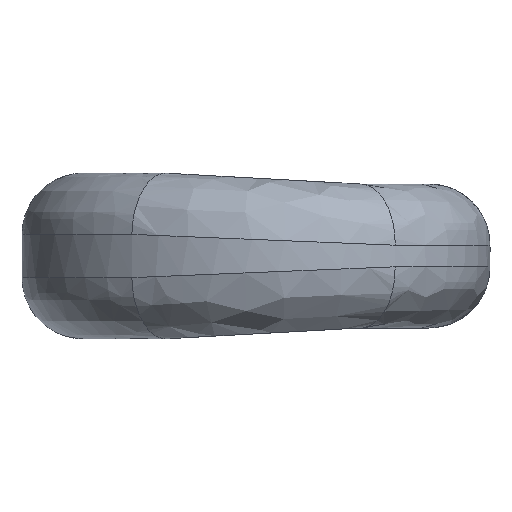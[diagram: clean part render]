
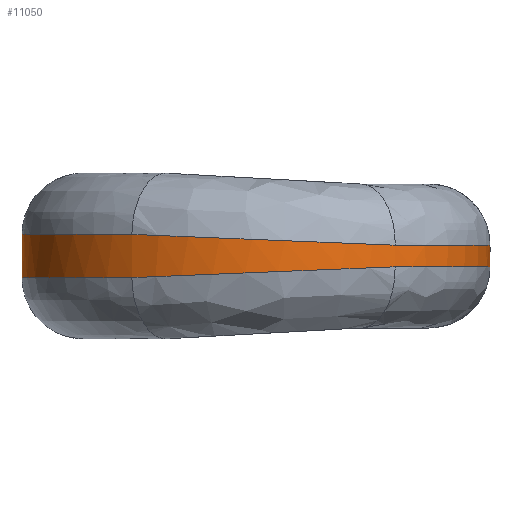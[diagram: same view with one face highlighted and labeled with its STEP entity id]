
A CAD part, front view. The second image highlights one B-rep face of the part: STEP entity #11050.
In plain terms, the highlighted free-form (B-spline) face has degree [2, 1] with [5, 2] control points.
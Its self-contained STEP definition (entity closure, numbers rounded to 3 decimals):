
#9093 = VERTEX_POINT('',#9094);
#9094 = CARTESIAN_POINT('',(93.182,46.591,
    16.486));
#9099 = EDGE_CURVE('',#9100,#9093,#9102,.T.);
#9100 = VERTEX_POINT('',#9101);
#9101 = CARTESIAN_POINT('',(93.182,46.591,
    12.185));
#9102 = B_SPLINE_CURVE_WITH_KNOTS('',1,(#9103,#9104),.UNSPECIFIED.,.F.,
  .F.,(2,2),(8.5,11.5),.PIECEWISE_BEZIER_KNOTS.);
#9103 = CARTESIAN_POINT('',(93.182,46.591,
    12.185));
#9104 = CARTESIAN_POINT('',(93.182,46.591,
    16.486));
#9875 = EDGE_CURVE('',#9100,#9876,#9878,.T.);
#9876 = VERTEX_POINT('',#9877);
#9877 = CARTESIAN_POINT('',(74.281,9.122,
    12.185));
#9878 = ( BOUNDED_CURVE() B_SPLINE_CURVE(2,(#9879,#9880,#9881),
.UNSPECIFIED.,.F.,.F.) B_SPLINE_CURVE_WITH_KNOTS((3,3),(5.729,
6.663),.PIECEWISE_BEZIER_KNOTS.) CURVE() 
GEOMETRIC_REPRESENTATION_ITEM() RATIONAL_B_SPLINE_CURVE((1.,
0.893,1.)) REPRESENTATION_ITEM('') );
#9879 = CARTESIAN_POINT('',(93.182,46.591,
    12.185));
#9880 = CARTESIAN_POINT('',(93.182,23.089,
    12.185));
#9881 = CARTESIAN_POINT('',(74.281,9.122,
    12.185));
#9916 = VERTEX_POINT('',#9917);
#9917 = CARTESIAN_POINT('',(21.867,7.101,10.035
    ));
#9934 = EDGE_CURVE('',#9876,#9916,#9935,.T.);
#9935 = ( BOUNDED_CURVE() B_SPLINE_CURVE(2,(#9936,#9937,#9938),
.UNSPECIFIED.,.F.,.F.) B_SPLINE_CURVE_WITH_KNOTS((3,3),(0.934,
2.13),.PIECEWISE_BEZIER_KNOTS.) CURVE() 
GEOMETRIC_REPRESENTATION_ITEM() RATIONAL_B_SPLINE_CURVE((1.,
0.827,1.)) REPRESENTATION_ITEM('') );
#9936 = CARTESIAN_POINT('',(74.281,9.122,
    12.185));
#9937 = CARTESIAN_POINT('',(48.762,-9.738,
    11.138));
#9938 = CARTESIAN_POINT('',(21.867,7.101,
    10.035));
#9980 = EDGE_CURVE('',#9916,#9981,#9983,.T.);
#9981 = VERTEX_POINT('',#9982);
#9982 = CARTESIAN_POINT('',(0.,46.591,10.035));
#9983 = ( BOUNDED_CURVE() B_SPLINE_CURVE(2,(#9984,#9985,#9986),
.UNSPECIFIED.,.F.,.F.) B_SPLINE_CURVE_WITH_KNOTS((3,3),(5.86,
6.871),.PIECEWISE_BEZIER_KNOTS.) CURVE() 
GEOMETRIC_REPRESENTATION_ITEM() RATIONAL_B_SPLINE_CURVE((1.,
0.875,1.)) REPRESENTATION_ITEM('') );
#9984 = CARTESIAN_POINT('',(21.867,7.101,
    10.035));
#9985 = CARTESIAN_POINT('',(0.,20.792,10.035));
#9986 = CARTESIAN_POINT('',(0.,46.591,10.035));
#10601 = EDGE_CURVE('',#10602,#9093,#10604,.T.);
#10602 = VERTEX_POINT('',#10603);
#10603 = CARTESIAN_POINT('',(74.281,9.122,
    16.486));
#10604 = ( BOUNDED_CURVE() B_SPLINE_CURVE(2,(#10605,#10606,#10607),
.UNSPECIFIED.,.F.,.F.) B_SPLINE_CURVE_WITH_KNOTS((3,3),(5.903,
6.837),.PIECEWISE_BEZIER_KNOTS.) CURVE() 
GEOMETRIC_REPRESENTATION_ITEM() RATIONAL_B_SPLINE_CURVE((1.,
0.893,1.)) REPRESENTATION_ITEM('') );
#10605 = CARTESIAN_POINT('',(74.281,9.122,
    16.486));
#10606 = CARTESIAN_POINT('',(93.182,23.089,
    16.486));
#10607 = CARTESIAN_POINT('',(93.182,46.591,
    16.486));
#10856 = VERTEX_POINT('',#10857);
#10857 = CARTESIAN_POINT('',(0.,46.591,18.636));
#10882 = EDGE_CURVE('',#10856,#10883,#10885,.T.);
#10883 = VERTEX_POINT('',#10884);
#10884 = CARTESIAN_POINT('',(21.867,7.101,
    18.636));
#10885 = ( BOUNDED_CURVE() B_SPLINE_CURVE(2,(#10886,#10887,#10888),
.UNSPECIFIED.,.F.,.F.) B_SPLINE_CURVE_WITH_KNOTS((3,3),(5.695,
6.707),.PIECEWISE_BEZIER_KNOTS.) CURVE() 
GEOMETRIC_REPRESENTATION_ITEM() RATIONAL_B_SPLINE_CURVE((1.,
0.875,1.)) REPRESENTATION_ITEM('') );
#10886 = CARTESIAN_POINT('',(0.,46.591,18.636));
#10887 = CARTESIAN_POINT('',(0.,20.792,18.636));
#10888 = CARTESIAN_POINT('',(21.867,7.101,
    18.636));
#10971 = EDGE_CURVE('',#10883,#10602,#10972,.T.);
#10972 = ( BOUNDED_CURVE() B_SPLINE_CURVE(2,(#10973,#10974,#10975),
.UNSPECIFIED.,.F.,.F.) B_SPLINE_CURVE_WITH_KNOTS((3,3),(4.153,
5.349),.PIECEWISE_BEZIER_KNOTS.) CURVE() 
GEOMETRIC_REPRESENTATION_ITEM() RATIONAL_B_SPLINE_CURVE((1.,
0.827,1.)) REPRESENTATION_ITEM('') );
#10973 = CARTESIAN_POINT('',(21.867,7.101,
    18.636));
#10974 = CARTESIAN_POINT('',(48.762,-9.738,
    17.533));
#10975 = CARTESIAN_POINT('',(74.281,9.122,
    16.486));
#11050 = ADVANCED_FACE('',(#11051),#11065,.T.);
#11051 = FACE_BOUND('',#11052,.T.);
#11052 = EDGE_LOOP('',(#11053,#11054,#11055,#11056,#11057,#11058,#11063,
    #11064));
#11053 = ORIENTED_EDGE('',*,*,#9875,.F.);
#11054 = ORIENTED_EDGE('',*,*,#9099,.T.);
#11055 = ORIENTED_EDGE('',*,*,#10601,.F.);
#11056 = ORIENTED_EDGE('',*,*,#10971,.F.);
#11057 = ORIENTED_EDGE('',*,*,#10882,.F.);
#11058 = ORIENTED_EDGE('',*,*,#11059,.F.);
#11059 = EDGE_CURVE('',#9981,#10856,#11060,.T.);
#11060 = B_SPLINE_CURVE_WITH_KNOTS('',1,(#11061,#11062),.UNSPECIFIED.,
  .F.,.F.,(2,2),(7.,13.),
  .PIECEWISE_BEZIER_KNOTS.);
#11061 = CARTESIAN_POINT('',(0.,46.591,10.035));
#11062 = CARTESIAN_POINT('',(0.,46.591,18.636));
#11063 = ORIENTED_EDGE('',*,*,#9980,.F.);
#11064 = ORIENTED_EDGE('',*,*,#9934,.F.);
#11065 = ( BOUNDED_SURFACE() B_SPLINE_SURFACE(2,1,(
    (#11066,#11067)
    ,(#11068,#11069)
    ,(#11070,#11071)
    ,(#11072,#11073)
    ,(#11074,#11075
)),.UNSPECIFIED.,.F.,.F.,.F.) B_SPLINE_SURFACE_WITH_KNOTS((3,2,3),(2,2),
  (0.,1.571,3.142),(7.,13.),
.PIECEWISE_BEZIER_KNOTS.) GEOMETRIC_REPRESENTATION_ITEM() 
RATIONAL_B_SPLINE_SURFACE((
    (1.,1.)
    ,(0.707,0.707)
    ,(1.,1.)
    ,(0.707,0.707)
,(1.,1.))) REPRESENTATION_ITEM('') SURFACE() );
#11066 = CARTESIAN_POINT('',(0.,46.591,10.035));
#11067 = CARTESIAN_POINT('',(0.,46.591,18.636));
#11068 = CARTESIAN_POINT('',(0.,0.,10.035));
#11069 = CARTESIAN_POINT('',(0.,0.,18.636));
#11070 = CARTESIAN_POINT('',(46.591,0.,10.035));
#11071 = CARTESIAN_POINT('',(46.591,0.,18.636));
#11072 = CARTESIAN_POINT('',(93.182,0.,
    10.035));
#11073 = CARTESIAN_POINT('',(93.182,0.,
    18.636));
#11074 = CARTESIAN_POINT('',(93.182,46.591,
    10.035));
#11075 = CARTESIAN_POINT('',(93.182,46.591,
    18.636));
